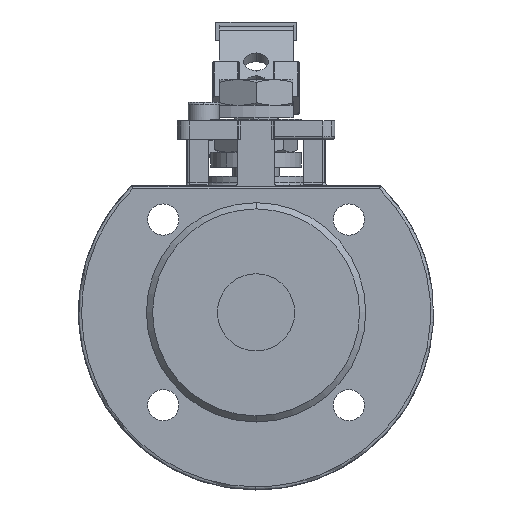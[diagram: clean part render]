
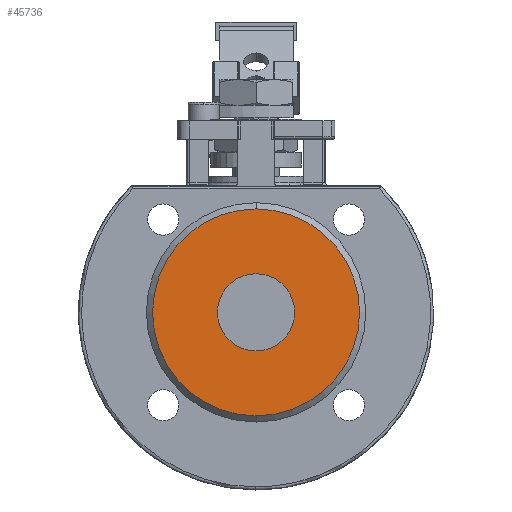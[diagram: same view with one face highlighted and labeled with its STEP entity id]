
A CAD part, left-side view. The second image highlights one B-rep face of the part: STEP entity #45736.
In plain terms, the highlighted planar face has unit normal (-1, 0, 0).
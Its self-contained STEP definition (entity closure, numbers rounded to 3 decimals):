
#12954=CARTESIAN_POINT('',(-25.,0.,33.5));
#12955=VERTEX_POINT('',#12954);
#12964=CARTESIAN_POINT('',(-25.,-0.,-33.5));
#12965=VERTEX_POINT('',#12964);
#12966=CARTESIAN_POINT('',(-25.,0.,0.));
#12967=DIRECTION('',(1.,0.,-0.));
#12968=DIRECTION('',(0.,0.,1.));
#12969=AXIS2_PLACEMENT_3D('',#12966,#12967,#12968);
#12970=CIRCLE('',#12969,33.5);
#12971=EDGE_CURVE('',#12955,#12965,#12970,.T.);
#14721=CARTESIAN_POINT('',(-25.,0.,12.5));
#14722=VERTEX_POINT('',#14721);
#14738=CARTESIAN_POINT('',(-25.,-0.,-12.5));
#14739=VERTEX_POINT('',#14738);
#14746=CARTESIAN_POINT('',(-25.,0.,0.));
#14747=DIRECTION('',(1.,-0.,-0.));
#14748=DIRECTION('',(0.,0.,1.));
#14749=AXIS2_PLACEMENT_3D('',#14746,#14747,#14748);
#14750=CIRCLE('',#14749,12.5);
#14751=EDGE_CURVE('',#14722,#14739,#14750,.T.);
#41189=CARTESIAN_POINT('',(-25.,0.,0.));
#41190=DIRECTION('',(1.,-0.,-0.));
#41191=DIRECTION('',(0.,0.,1.));
#41192=AXIS2_PLACEMENT_3D('',#41189,#41190,#41191);
#41193=CIRCLE('',#41192,12.5);
#41194=EDGE_CURVE('',#14739,#14722,#41193,.T.);
#45717=CARTESIAN_POINT('',(-25.,0.,23.));
#45718=DIRECTION('',(-1.,0.,0.));
#45719=DIRECTION('',(0.,-1.,0.));
#45720=AXIS2_PLACEMENT_3D('',#45717,#45718,#45719);
#45721=PLANE('',#45720);
#45722=CARTESIAN_POINT('',(-25.,0.,0.));
#45723=DIRECTION('',(1.,0.,-0.));
#45724=DIRECTION('',(0.,0.,1.));
#45725=AXIS2_PLACEMENT_3D('',#45722,#45723,#45724);
#45726=CIRCLE('',#45725,33.5);
#45727=EDGE_CURVE('',#12965,#12955,#45726,.T.);
#45728=ORIENTED_EDGE('',*,*,#45727,.F.);
#45729=ORIENTED_EDGE('',*,*,#12971,.F.);
#45730=EDGE_LOOP('',(#45728,#45729));
#45731=FACE_BOUND('',#45730,.T.);
#45732=ORIENTED_EDGE('',*,*,#41194,.T.);
#45733=ORIENTED_EDGE('',*,*,#14751,.T.);
#45734=EDGE_LOOP('',(#45732,#45733));
#45735=FACE_BOUND('',#45734,.T.);
#45736=ADVANCED_FACE('',(#45731,#45735),#45721,.T.);
